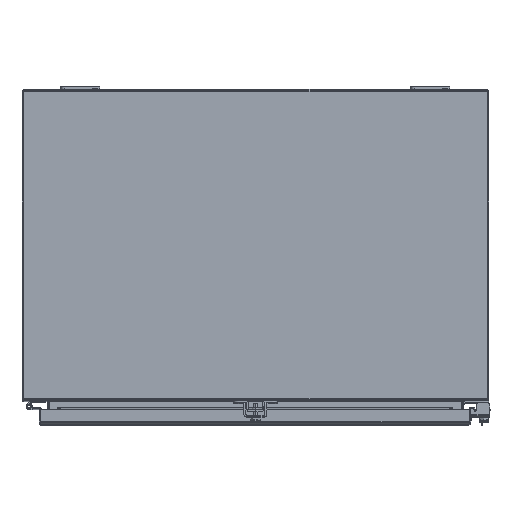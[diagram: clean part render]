
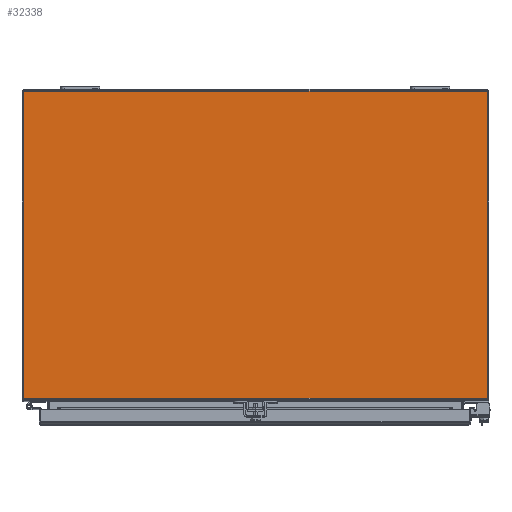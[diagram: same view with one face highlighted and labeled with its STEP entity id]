
A CAD part, top view. The second image highlights one B-rep face of the part: STEP entity #32338.
In plain terms, the highlighted planar face has unit normal (0, 0, 1).
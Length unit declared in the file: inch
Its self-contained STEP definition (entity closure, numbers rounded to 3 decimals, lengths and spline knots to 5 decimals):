
#26 = VECTOR ( 'NONE', #2608, 39.37008 ) ;
#2435 = VERTEX_POINT ( 'NONE', #32145 ) ;
#2608 = DIRECTION ( 'NONE',  ( -1., 0., 0. ) ) ;
#3308 = EDGE_CURVE ( 'NONE', #34502, #7759, #27001, .T. ) ;
#3713 = CARTESIAN_POINT ( 'NONE',  ( 11.928, -0.108, 15. ) ) ;
#4823 = EDGE_CURVE ( 'NONE', #2435, #23761, #24586, .T. ) ;
#7759 = VERTEX_POINT ( 'NONE', #3713 ) ;
#8533 = CARTESIAN_POINT ( 'NONE',  ( 11.928, -15.892, 15. ) ) ;
#9058 = DIRECTION ( 'NONE',  ( 0., -1., 0. ) ) ;
#9291 = ORIENTED_EDGE ( 'NONE', *, *, #33097, .F. ) ;
#9479 = DIRECTION ( 'NONE',  ( 0., 0., -1. ) ) ;
#11133 = LINE ( 'NONE', #38055, #26 ) ;
#11736 = CARTESIAN_POINT ( 'NONE',  ( 11.928, -0.072, 15. ) ) ;
#16770 = ORIENTED_EDGE ( 'NONE', *, *, #3308, .T. ) ;
#16825 = CARTESIAN_POINT ( 'NONE',  ( -11.928, 0., 15. ) ) ;
#17500 = FACE_OUTER_BOUND ( 'NONE', #27512, .T. ) ;
#18249 = PLANE ( 'NONE',  #39636 ) ;
#19975 = CARTESIAN_POINT ( 'NONE',  ( -11.928, -15.892, 15. ) ) ;
#23761 = VERTEX_POINT ( 'NONE', #19975 ) ;
#24586 = LINE ( 'NONE', #16825, #37213 ) ;
#25866 = ORIENTED_EDGE ( 'NONE', *, *, #35476, .F. ) ;
#27001 = LINE ( 'NONE', #11736, #30660 ) ;
#27512 = EDGE_LOOP ( 'NONE', ( #9291, #16770, #25866, #48546 ) ) ;
#30660 = VECTOR ( 'NONE', #42790, 39.37008 ) ;
#32145 = CARTESIAN_POINT ( 'NONE',  ( -11.928, -0.108, 15. ) ) ;
#32338 = ADVANCED_FACE ( 'NONE', ( #17500 ), #18249, .F. ) ;
#33097 = EDGE_CURVE ( 'NONE', #34502, #23761, #11133, .T. ) ;
#33583 = VECTOR ( 'NONE', #50294, 39.37008 ) ;
#34502 = VERTEX_POINT ( 'NONE', #8533 ) ;
#35476 = EDGE_CURVE ( 'NONE', #2435, #7759, #42001, .T. ) ;
#37213 = VECTOR ( 'NONE', #9058, 39.37008 ) ;
#38055 = CARTESIAN_POINT ( 'NONE',  ( 11.928, -15.892, 15. ) ) ;
#39636 = AXIS2_PLACEMENT_3D ( 'NONE', #50108, #9479, #49336 ) ;
#42001 = LINE ( 'NONE', #46164, #33583 ) ;
#42790 = DIRECTION ( 'NONE',  ( 0., 1., 0. ) ) ;
#46164 = CARTESIAN_POINT ( 'NONE',  ( -11.928, -0.108, 15. ) ) ;
#48546 = ORIENTED_EDGE ( 'NONE', *, *, #4823, .T. ) ;
#49336 = DIRECTION ( 'NONE',  ( 0., 1., 0. ) ) ;
#50108 = CARTESIAN_POINT ( 'NONE',  ( 11.928, 0., 15. ) ) ;
#50294 = DIRECTION ( 'NONE',  ( 1., 0., 0. ) ) ;
